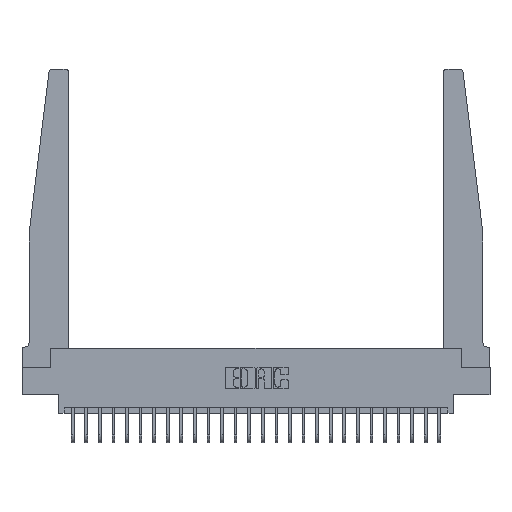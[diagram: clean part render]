
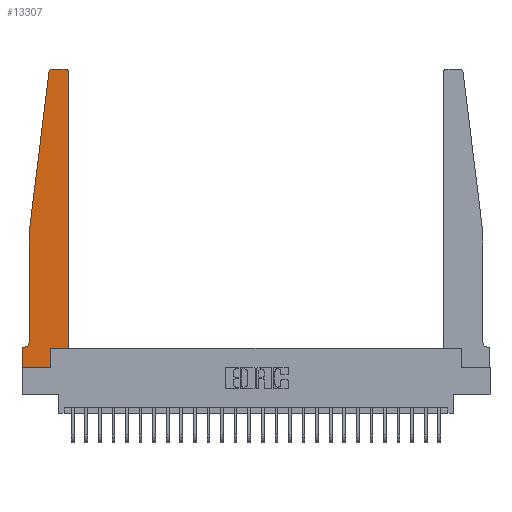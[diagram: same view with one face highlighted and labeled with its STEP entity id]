
A CAD part, top view. The second image highlights one B-rep face of the part: STEP entity #13307.
In plain terms, the highlighted planar face has unit normal (0, 0, 1).
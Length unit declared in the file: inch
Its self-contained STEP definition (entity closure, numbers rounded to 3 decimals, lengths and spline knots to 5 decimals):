
#108 = EDGE_CURVE ( 'NONE', #8511, #2582, #12743, .T. ) ;
#240 = VECTOR ( 'NONE', #12042, 39.37008 ) ;
#584 = ORIENTED_EDGE ( 'NONE', *, *, #16490, .T. ) ;
#595 = AXIS2_PLACEMENT_3D ( 'NONE', #4940, #13923, #791 ) ;
#779 = VERTEX_POINT ( 'NONE', #21030 ) ;
#791 = DIRECTION ( 'NONE',  ( -1., 0., 0. ) ) ;
#1546 = EDGE_CURVE ( 'NONE', #779, #6753, #13586, .T. ) ;
#1866 = CARTESIAN_POINT ( 'NONE',  ( 0.27653, 2.72, 0.37 ) ) ;
#2129 = CARTESIAN_POINT ( 'NONE',  ( 0., 0.1875, 0.37 ) ) ;
#2299 = EDGE_CURVE ( 'NONE', #10046, #779, #14695, .T. ) ;
#2315 = PLANE ( 'NONE',  #23858 ) ;
#2582 = VERTEX_POINT ( 'NONE', #20496 ) ;
#3060 = VECTOR ( 'NONE', #4220, 39.37008 ) ;
#3468 = CARTESIAN_POINT ( 'NONE',  ( 0.395, 2.72, 0.37 ) ) ;
#4065 = FACE_OUTER_BOUND ( 'NONE', #12044, .T. ) ;
#4220 = DIRECTION ( 'NONE',  ( -0.122, -0.992, 0. ) ) ;
#4364 = ORIENTED_EDGE ( 'NONE', *, *, #2299, .T. ) ;
#4880 = LINE ( 'NONE', #12619, #20077 ) ;
#4940 = CARTESIAN_POINT ( 'NONE',  ( 0.015, 0.2375, 0.37 ) ) ;
#5012 = VERTEX_POINT ( 'NONE', #17520 ) ;
#5331 = LINE ( 'NONE', #10824, #18566 ) ;
#5594 = VERTEX_POINT ( 'NONE', #10467 ) ;
#5817 = EDGE_CURVE ( 'NONE', #2582, #10046, #17695, .T. ) ;
#5877 = LINE ( 'NONE', #13494, #24026 ) ;
#6197 = DIRECTION ( 'NONE',  ( 1., 0., 0. ) ) ;
#6212 = EDGE_CURVE ( 'NONE', #13238, #8511, #8950, .T. ) ;
#6354 = ORIENTED_EDGE ( 'NONE', *, *, #10058, .T. ) ;
#6753 = VERTEX_POINT ( 'NONE', #15612 ) ;
#7383 = VERTEX_POINT ( 'NONE', #23547 ) ;
#7393 = CIRCLE ( 'NONE', #595, 0.05 ) ;
#7609 = DIRECTION ( 'NONE',  ( 0., 0., 1. ) ) ;
#7982 = DIRECTION ( 'NONE',  ( -1., 0., 0. ) ) ;
#8069 = CARTESIAN_POINT ( 'NONE',  ( 0., 0.1875, 0.37 ) ) ;
#8511 = VERTEX_POINT ( 'NONE', #19068 ) ;
#8531 = EDGE_CURVE ( 'NONE', #16571, #5594, #7393, .T. ) ;
#8831 = VECTOR ( 'NONE', #22296, 39.37008 ) ;
#8950 = LINE ( 'NONE', #14575, #9689 ) ;
#8966 = DIRECTION ( 'NONE',  ( 0., -1., 0. ) ) ;
#8992 = DIRECTION ( 'NONE',  ( 0., -1., 0. ) ) ;
#9333 = VERTEX_POINT ( 'NONE', #2129 ) ;
#9689 = VECTOR ( 'NONE', #11171, 39.37008 ) ;
#10046 = VERTEX_POINT ( 'NONE', #12715 ) ;
#10058 = EDGE_CURVE ( 'NONE', #5012, #16571, #5331, .T. ) ;
#10189 = ORIENTED_EDGE ( 'NONE', *, *, #5817, .T. ) ;
#10467 = CARTESIAN_POINT ( 'NONE',  ( 0.015, 0.1875, 0.37 ) ) ;
#10824 = CARTESIAN_POINT ( 'NONE',  ( 0.065, 1.25, 0.37 ) ) ;
#11007 = EDGE_CURVE ( 'NONE', #5594, #9333, #13472, .T. ) ;
#11171 = DIRECTION ( 'NONE',  ( 1., 0., 0. ) ) ;
#11302 = ORIENTED_EDGE ( 'NONE', *, *, #11007, .T. ) ;
#11548 = CARTESIAN_POINT ( 'NONE',  ( 0.2605, 0.18, 0.37 ) ) ;
#11949 = CARTESIAN_POINT ( 'NONE',  ( 0.065, 1.25, 0.37 ) ) ;
#12042 = DIRECTION ( 'NONE',  ( 1., 0., 0. ) ) ;
#12044 = EDGE_LOOP ( 'NONE', ( #4364, #17925, #14011, #6354, #16428, #11302, #584, #20698, #22458, #13857, #18074, #10189 ) ) ;
#12259 = EDGE_CURVE ( 'NONE', #19674, #7383, #21543, .T. ) ;
#12368 = CARTESIAN_POINT ( 'NONE',  ( 0.425, 0.18, 0.37 ) ) ;
#12619 = CARTESIAN_POINT ( 'NONE',  ( 0., 0., 0.37 ) ) ;
#12715 = CARTESIAN_POINT ( 'NONE',  ( 0.395, 2.75, 0.37 ) ) ;
#12743 = LINE ( 'NONE', #12368, #21834 ) ;
#12885 = AXIS2_PLACEMENT_3D ( 'NONE', #3468, #14843, #22449 ) ;
#13202 = AXIS2_PLACEMENT_3D ( 'NONE', #1866, #7609, #14993 ) ;
#13238 = VERTEX_POINT ( 'NONE', #11548 ) ;
#13307 = ADVANCED_FACE ( 'NONE', ( #4065 ), #2315, .T. ) ;
#13472 = LINE ( 'NONE', #24579, #19431 ) ;
#13494 = CARTESIAN_POINT ( 'NONE',  ( 0.2605, 0.18, 0.37 ) ) ;
#13586 = CIRCLE ( 'NONE', #13202, 0.03 ) ;
#13857 = ORIENTED_EDGE ( 'NONE', *, *, #6212, .T. ) ;
#13923 = DIRECTION ( 'NONE',  ( 0., 0., -1. ) ) ;
#14011 = ORIENTED_EDGE ( 'NONE', *, *, #20655, .T. ) ;
#14382 = DIRECTION ( 'NONE',  ( 0., 1., 0. ) ) ;
#14575 = CARTESIAN_POINT ( 'NONE',  ( 0.425, 0.18, 0.37 ) ) ;
#14695 = LINE ( 'NONE', #15272, #8831 ) ;
#14843 = DIRECTION ( 'NONE',  ( 0., 0., 1. ) ) ;
#14993 = DIRECTION ( 'NONE',  ( 1., 0., 0. ) ) ;
#15272 = CARTESIAN_POINT ( 'NONE',  ( 0.25, 2.75, 0.37 ) ) ;
#15612 = CARTESIAN_POINT ( 'NONE',  ( 0.24675, 2.72367, 0.37 ) ) ;
#16279 = EDGE_CURVE ( 'NONE', #7383, #13238, #5877, .T. ) ;
#16428 = ORIENTED_EDGE ( 'NONE', *, *, #8531, .T. ) ;
#16490 = EDGE_CURVE ( 'NONE', #9333, #19674, #4880, .T. ) ;
#16571 = VERTEX_POINT ( 'NONE', #20249 ) ;
#17520 = CARTESIAN_POINT ( 'NONE',  ( 0.065, 1.25, 0.37 ) ) ;
#17695 = CIRCLE ( 'NONE', #12885, 0.03 ) ;
#17925 = ORIENTED_EDGE ( 'NONE', *, *, #1546, .T. ) ;
#18074 = ORIENTED_EDGE ( 'NONE', *, *, #108, .T. ) ;
#18566 = VECTOR ( 'NONE', #8966, 39.37008 ) ;
#19068 = CARTESIAN_POINT ( 'NONE',  ( 0.425, 0.18, 0.37 ) ) ;
#19431 = VECTOR ( 'NONE', #7982, 39.37008 ) ;
#19674 = VERTEX_POINT ( 'NONE', #22403 ) ;
#20077 = VECTOR ( 'NONE', #8992, 39.37008 ) ;
#20249 = CARTESIAN_POINT ( 'NONE',  ( 0.065, 0.2375, 0.37 ) ) ;
#20496 = CARTESIAN_POINT ( 'NONE',  ( 0.425, 2.72, 0.37 ) ) ;
#20655 = EDGE_CURVE ( 'NONE', #6753, #5012, #21837, .T. ) ;
#20698 = ORIENTED_EDGE ( 'NONE', *, *, #12259, .T. ) ;
#21030 = CARTESIAN_POINT ( 'NONE',  ( 0.27653, 2.75, 0.37 ) ) ;
#21543 = LINE ( 'NONE', #21924, #240 ) ;
#21834 = VECTOR ( 'NONE', #14382, 39.37008 ) ;
#21837 = LINE ( 'NONE', #11949, #3060 ) ;
#21924 = CARTESIAN_POINT ( 'NONE',  ( 0., 0., 0.37 ) ) ;
#22296 = DIRECTION ( 'NONE',  ( -1., 0., 0. ) ) ;
#22403 = CARTESIAN_POINT ( 'NONE',  ( 0., 0., 0.37 ) ) ;
#22449 = DIRECTION ( 'NONE',  ( 1., 0., 0. ) ) ;
#22458 = ORIENTED_EDGE ( 'NONE', *, *, #16279, .T. ) ;
#23285 = DIRECTION ( 'NONE',  ( 0., 0., 1. ) ) ;
#23547 = CARTESIAN_POINT ( 'NONE',  ( 0.2605, 0., 0.37 ) ) ;
#23858 = AXIS2_PLACEMENT_3D ( 'NONE', #8069, #23285, #6197 ) ;
#24026 = VECTOR ( 'NONE', #24602, 39.37008 ) ;
#24579 = CARTESIAN_POINT ( 'NONE',  ( 0.065, 0.1875, 0.37 ) ) ;
#24602 = DIRECTION ( 'NONE',  ( 0., 1., 0. ) ) ;
